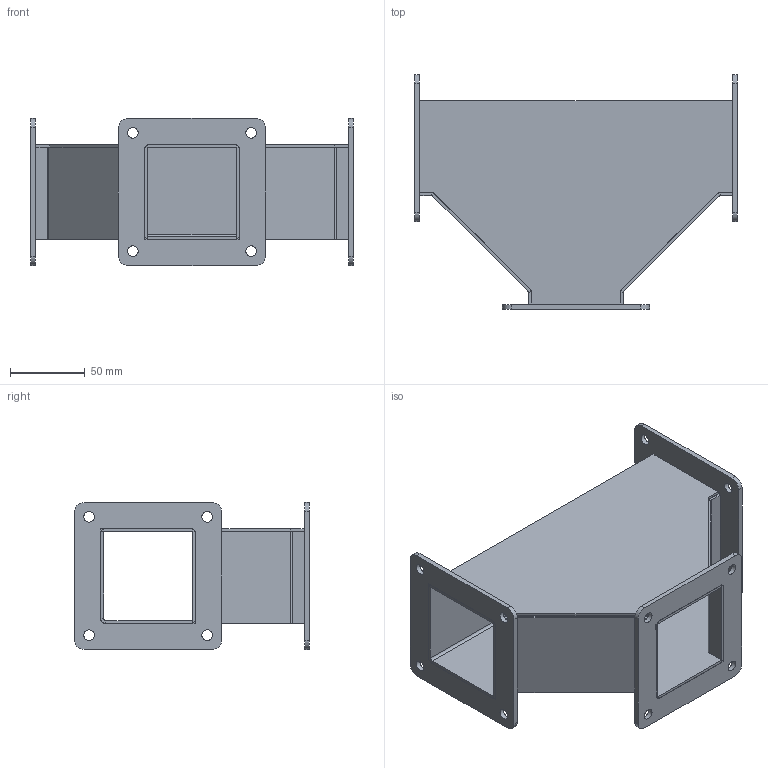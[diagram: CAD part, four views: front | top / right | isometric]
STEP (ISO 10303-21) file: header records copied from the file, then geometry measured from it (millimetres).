
FILE_DESCRIPTION(/* description */ ('JW, WW-FITTING, TEE, BACK-BOTTOM, CS, 2.5X2.5'),/* implementation_level */ '2;1');
FILE_NAME(/* name */ 'JWT2.stp',/* time_stamp */ '2017-03-23T12:19:22+06:00',/* author */ ('mgunasekar'),/* organization */ (''),/* preprocessor_version */ 'ST-DEVELOPER v16.1',/* originating_system */ 'Autodesk Inventor 2016',/* authorisation */ '');
FILE_SCHEMA (('AUTOMOTIVE_DESIGN { 1 0 10303 214 3 1 1 }'));
Length unit declared in the file: inch
Products named in the file (5): JWT2BB; JWT2POST; JW2_RING; JWT2TOP; JWT2
Assembly tree (7 placements, depth 2):
  JWT2
    JWT2BB
    JWT2POST  x2
    JW2_RING  x3
    JWT2TOP
Bounding box: 215.9 x 157.16 x 98.42 mm (x, y, z)
Volume: 186288.5 mm3; surface area: 186413.8 mm2
Topology: 7 solids, 7 shells, 142 faces, 344 edges, 216 vertices
Faces by surface type: plane 96, cylinder 46
Full cylindrical faces by diameter (mm): 7.144 x12
Entity records: 2357 total; most frequent: DIRECTION 388, CARTESIAN_POINT 376, ORIENTED_EDGE 352, EDGE_CURVE 176, LINE 140, VECTOR 140, AXIS2_PLACEMENT_3D 124, VERTEX_POINT 112
